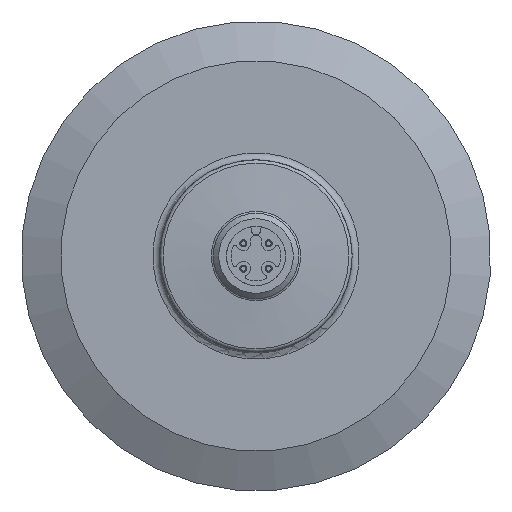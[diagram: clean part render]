
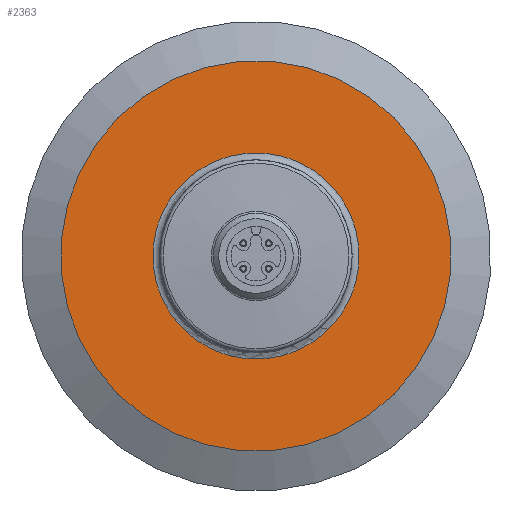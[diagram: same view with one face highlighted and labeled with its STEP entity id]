
A CAD part, front view. The second image highlights one B-rep face of the part: STEP entity #2363.
In plain terms, the highlighted planar face has unit normal (0, -1, 0).
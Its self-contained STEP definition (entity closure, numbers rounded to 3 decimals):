
#61=PLANE('',#2530);
#407=ORIENTED_EDGE('',*,*,#701,.T.);
#408=ORIENTED_EDGE('',*,*,#705,.F.);
#701=EDGE_CURVE('',#877,#877,#1004,.F.);
#705=EDGE_CURVE('',#881,#881,#1008,.T.);
#877=VERTEX_POINT('',#3371);
#881=VERTEX_POINT('',#3383);
#1004=CIRCLE('',#2501,14.5);
#1008=CIRCLE('',#2509,27.424);
#1167=EDGE_LOOP('',(#407));
#1168=EDGE_LOOP('',(#408));
#1360=FACE_BOUND('',#1167,.T.);
#1361=FACE_BOUND('',#1168,.T.);
#2363=ADVANCED_FACE('',(#1360,#1361),#61,.T.);
#2501=AXIS2_PLACEMENT_3D('',#3370,#2842,#2843);
#2509=AXIS2_PLACEMENT_3D('',#3382,#2858,#2859);
#2530=AXIS2_PLACEMENT_3D('',#3414,#2900,#2901);
#2842=DIRECTION('',(0.,-1.,0.));
#2843=DIRECTION('',(-0.996,0.,0.087));
#2858=DIRECTION('',(0.,1.,0.));
#2859=DIRECTION('',(0.996,0.,-0.087));
#2900=DIRECTION('',(0.,-1.,0.));
#2901=DIRECTION('',(-0.996,0.,0.087));
#3370=CARTESIAN_POINT('',(-0.018,43.2,0.032));
#3371=CARTESIAN_POINT('',(-14.463,43.2,1.296));
#3382=CARTESIAN_POINT('',(-0.018,43.2,0.032));
#3383=CARTESIAN_POINT('',(27.302,43.2,-2.358));
#3414=CARTESIAN_POINT('',(-0.018,43.2,0.032));
